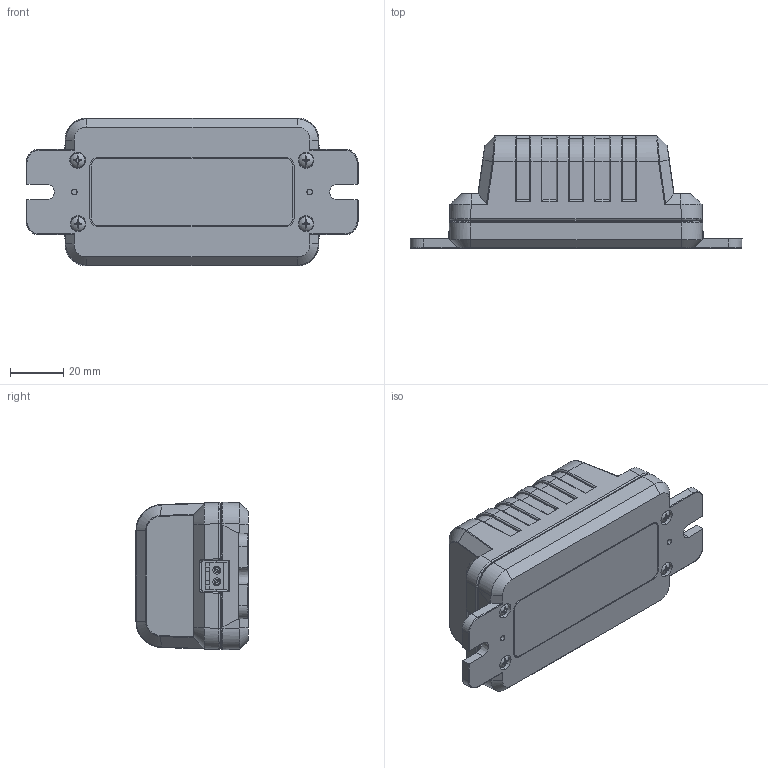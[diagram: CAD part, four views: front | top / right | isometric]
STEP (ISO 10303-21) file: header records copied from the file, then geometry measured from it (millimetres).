
FILE_DESCRIPTION (( 'STEP AP214' ), '1' );
FILE_NAME ('ADC2424.STEP', '2021-10-21T20:21:13', ( '' ), ( '' ), 'SwSTEP 2.0', 'SolidWorks 2016', '' );
FILE_SCHEMA (( 'AUTOMOTIVE_DESIGN' ));
Length unit declared in the file: millimetre
Products named in the file (12): 2200cap; 470cap; 1X3LABEL; ADC2424; Torroid Vert 27m x 12m; BatteryBackupTop2; BatteryBackupBase2; BatteryBackupPCB; 90380A115_PHILLIPS THREAD-FORMING SCREW FOR PLASTIC_90380A115; ConnectorMale; 2510heatsink; PCBBatteryBackup
Assembly tree (17 placements, depth 3):
  ADC2424
    BatteryBackupBase2
    BatteryBackupPCB
      PCBBatteryBackup
      ConnectorMale  x2
      470cap  x2
      Torroid Vert 27m x 12m
      2200cap  x2
      2510heatsink
    BatteryBackupTop2
    90380A115_PHILLIPS THREAD-FORMING SCREW FOR PLASTIC_90380A115  x4
    1X3LABEL
Bounding box: 125.24 x 42.31 x 55.66 mm (x, y, z)
Volume: 84867.9 mm3; surface area: 65320.8 mm2
Topology: 28 solids, 28 shells, 1490 faces, 3977 edges, 2586 vertices
Faces by surface type: plane 557, cylinder 535, cone 176, bspline 126, torus 84, sphere 12
Entity records: 44730 total; most frequent: CARTESIAN_POINT 19438, ORIENTED_EDGE 5470, DIRECTION 4423, EDGE_CURVE 2735, VERTEX_POINT 1771, AXIS2_PLACEMENT_3D 1558, LINE 1307, VECTOR 1307
